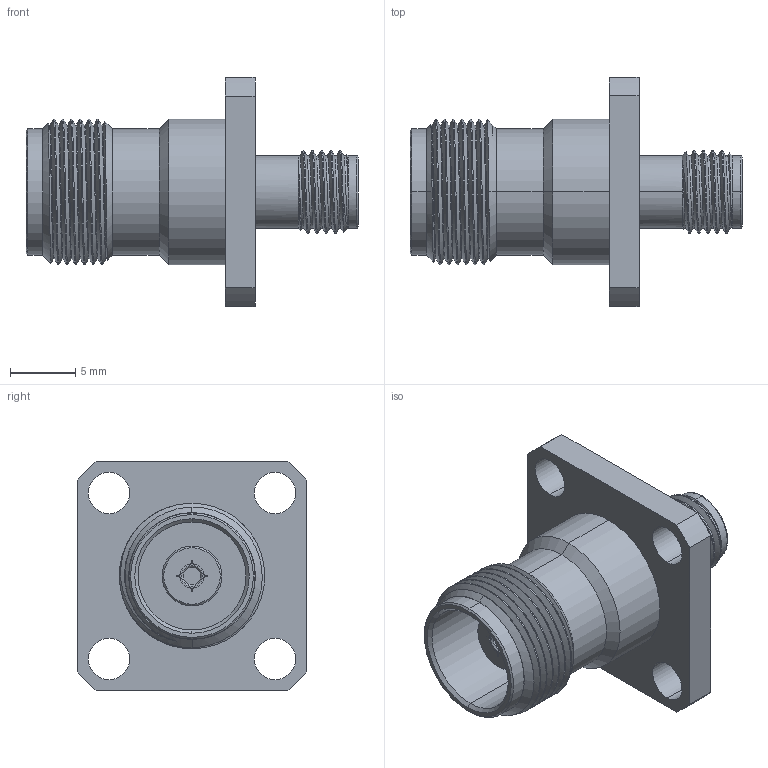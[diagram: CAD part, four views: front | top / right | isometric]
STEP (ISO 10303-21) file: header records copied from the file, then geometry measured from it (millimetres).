
FILE_DESCRIPTION (( 'STEP AP203' ), '1' );
FILE_NAME ('SM4754.step', '2019-10-08T17:18:48', ( '' ), ( '' ), 'SwSTEP 2.0', 'SolidWorks 2018', '' );
FILE_SCHEMA (( 'CONFIG_CONTROL_DESIGN' ));
Length unit declared in the file: inch
Products named in the file (1): SM4754
Bounding box: 25.4 x 17.53 x 17.53 mm (x, y, z)
Volume: 1721.7 mm3; surface area: 1944.4 mm2
Topology: 1 solids, 1 shells, 135 faces, 340 edges, 217 vertices
Faces by surface type: cylinder 67, plane 36, cone 24, bspline 6, torus 2
Entity records: 6501 total; most frequent: CARTESIAN_POINT 3351, ORIENTED_EDGE 680, DIRECTION 609, EDGE_CURVE 340, AXIS2_PLACEMENT_3D 241, VERTEX_POINT 217, EDGE_LOOP 153, FACE_OUTER_BOUND 135
